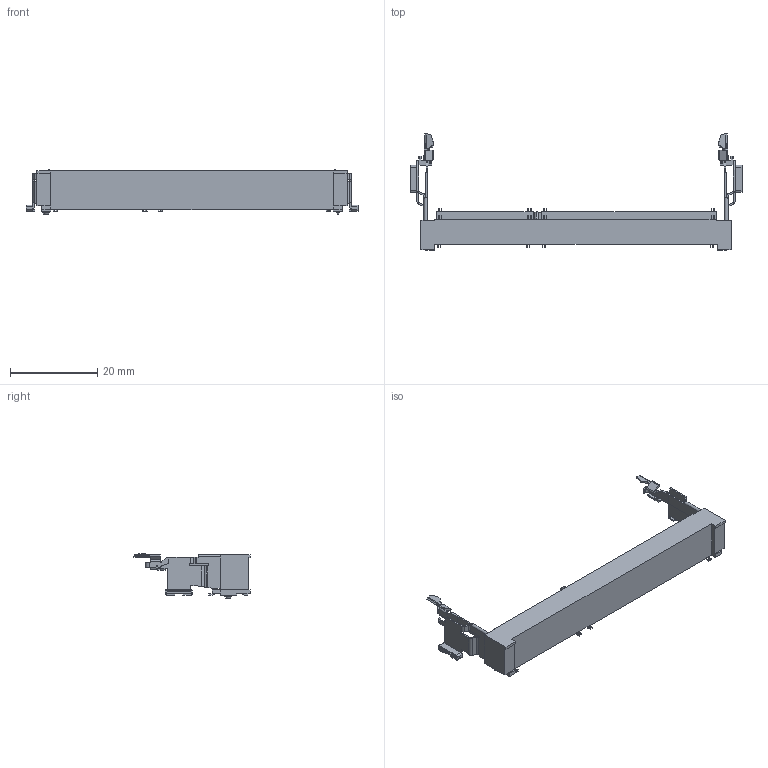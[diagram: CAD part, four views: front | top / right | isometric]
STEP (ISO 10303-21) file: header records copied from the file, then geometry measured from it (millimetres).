
FILE_DESCRIPTION((''),'2;1');
FILE_NAME('TYCO_2013310-1.stp','2014-10-13T11:26:21',(''),(''),'Mechanical Desktop 2011','Mechanical Desktop 2011',', , ');
FILE_SCHEMA(('AUTOMOTIVE_DESIGN { 1 2 10303 214 1 1 1 1 }'));
Length unit declared in the file: millimetre
Products named in the file (1): Product
Bounding box: 76 x 26.56 x 10.15 mm (x, y, z)
Volume: 3823.8 mm3; surface area: 3987.9 mm2
Topology: 47 solids, 47 shells, 710 faces, 1805 edges, 1187 vertices
Faces by surface type: plane 528, cylinder 135, bspline 43, cone 4
Entity records: 21673 total; most frequent: CARTESIAN_POINT 4380, ORIENTED_EDGE 3608, DIRECTION 3395, EDGE_CURVE 1804, VECTOR 1497, LINE 1497, VERTEX_POINT 1186, AXIS2_PLACEMENT_3D 949
